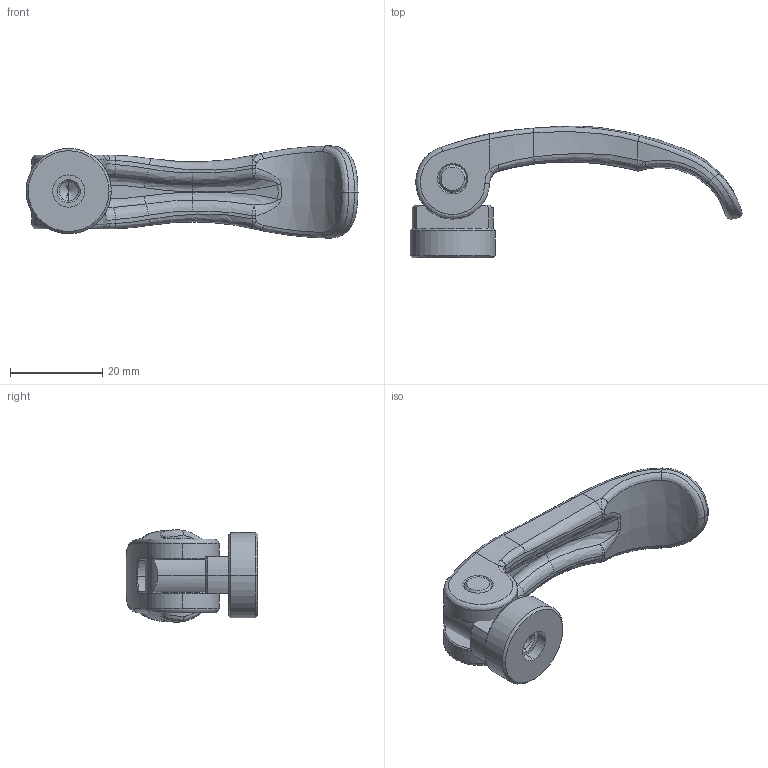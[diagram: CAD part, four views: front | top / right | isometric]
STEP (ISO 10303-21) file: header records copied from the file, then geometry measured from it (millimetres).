
FILE_DESCRIPTION(('STEP AP214'),'1');
FILE_NAME('EH_23390_0203.stp','2017-08-10T07:30:33',('TraceParts'),('TraceParts S.A.'),'Spatial InterOp 3D',' ',' ');
FILE_SCHEMA(('automotive_design'));
Length unit declared in the file: millimetre
Products named in the file (2): EH_23390_0203_1; EH_23390_0203_2
Bounding box: 71.95 x 28.58 x 19.99 mm (x, y, z)
Volume: 10831.7 mm3; surface area: 5907.5 mm2
Topology: 2 solids, 2 shells, 157 faces, 388 edges, 231 vertices
Faces by surface type: bspline 80, cylinder 40, cone 22, plane 15
Entity records: 13901 total; most frequent: CARTESIAN_POINT 9478, ORIENTED_EDGE 758, DIRECTION 519, EDGE_CURVE 379, VERTEX_POINT 231, AXIS2_PLACEMENT_3D 222, EDGE_LOOP 166, STYLED_ITEM 159
